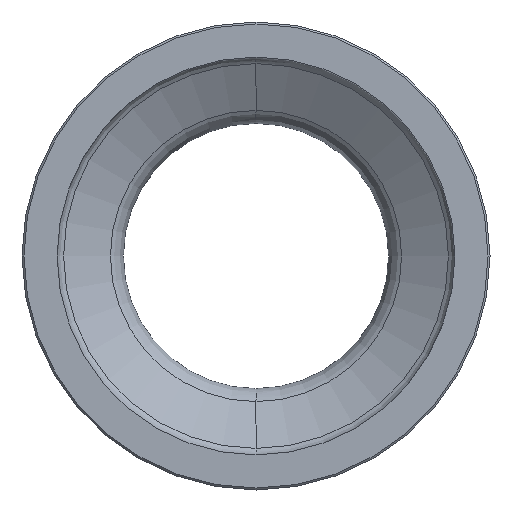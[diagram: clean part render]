
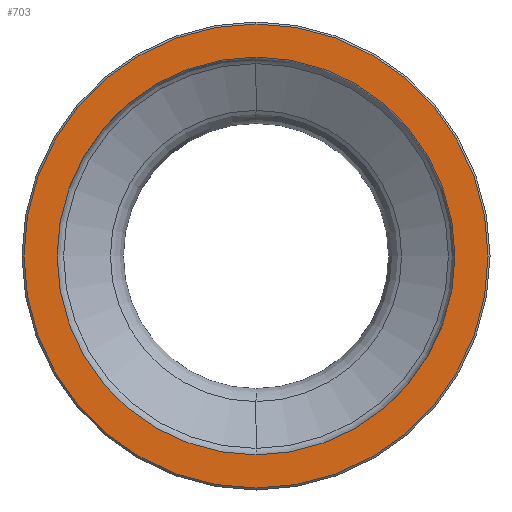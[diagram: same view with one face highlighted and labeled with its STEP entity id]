
A CAD part, left-side view. The second image highlights one B-rep face of the part: STEP entity #703.
In plain terms, the highlighted planar face has unit normal (-1, 0, 0).
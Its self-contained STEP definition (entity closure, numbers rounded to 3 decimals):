
#30 = VERTEX_POINT ( 'NONE', #641 ) ;
#43 = DIRECTION ( 'NONE',  ( -1., 0., 0. ) ) ;
#52 = CARTESIAN_POINT ( 'NONE',  ( -63., 0., 89.25 ) ) ;
#121 = AXIS2_PLACEMENT_3D ( 'NONE', #1516, #1497, #1495 ) ;
#213 = CIRCLE ( 'NONE', #606, 89.25 ) ;
#232 = DIRECTION ( 'NONE',  ( 0., 0., -1. ) ) ;
#240 = DIRECTION ( 'NONE',  ( 1., 0., 0. ) ) ;
#241 = CARTESIAN_POINT ( 'NONE',  ( -63., 0., 0. ) ) ;
#295 = AXIS2_PLACEMENT_3D ( 'NONE', #569, #689, #546 ) ;
#341 = ORIENTED_EDGE ( 'NONE', *, *, #1588, .T. ) ;
#514 = CARTESIAN_POINT ( 'NONE',  ( -63., 0., -89.25 ) ) ;
#526 = AXIS2_PLACEMENT_3D ( 'NONE', #241, #240, #232 ) ;
#532 = ORIENTED_EDGE ( 'NONE', *, *, #1396, .T. ) ;
#538 = CIRCLE ( 'NONE', #121, 76.5 ) ;
#546 = DIRECTION ( 'NONE',  ( 0., 0., 1. ) ) ;
#569 = CARTESIAN_POINT ( 'NONE',  ( -63., 0., 0. ) ) ;
#606 = AXIS2_PLACEMENT_3D ( 'NONE', #861, #43, #766 ) ;
#641 = CARTESIAN_POINT ( 'NONE',  ( -63., 0., 76.5 ) ) ;
#689 = DIRECTION ( 'NONE',  ( -1., 0., 0. ) ) ;
#703 = ADVANCED_FACE ( 'NONE', ( #1278, #1267 ), #1101, .T. ) ;
#715 = AXIS2_PLACEMENT_3D ( 'NONE', #1067, #1110, #1059 ) ;
#727 = CIRCLE ( 'NONE', #295, 89.25 ) ;
#766 = DIRECTION ( 'NONE',  ( 0., 0., 1. ) ) ;
#861 = CARTESIAN_POINT ( 'NONE',  ( -63., 0., 0. ) ) ;
#894 = CARTESIAN_POINT ( 'NONE',  ( -63., 0., -76.5 ) ) ;
#901 = VERTEX_POINT ( 'NONE', #894 ) ;
#976 = EDGE_LOOP ( 'NONE', ( #341, #978 ) ) ;
#978 = ORIENTED_EDGE ( 'NONE', *, *, #1246, .T. ) ;
#1002 = VERTEX_POINT ( 'NONE', #514 ) ;
#1039 = CIRCLE ( 'NONE', #526, 76.5 ) ;
#1059 = DIRECTION ( 'NONE',  ( 0., 0., 1. ) ) ;
#1063 = EDGE_CURVE ( 'NONE', #901, #30, #1039, .T. ) ;
#1067 = CARTESIAN_POINT ( 'NONE',  ( -63., 90., 0. ) ) ;
#1101 = PLANE ( 'NONE',  #715 ) ;
#1110 = DIRECTION ( 'NONE',  ( -1., 0., 0. ) ) ;
#1123 = EDGE_LOOP ( 'NONE', ( #1213, #532 ) ) ;
#1213 = ORIENTED_EDGE ( 'NONE', *, *, #1063, .T. ) ;
#1246 = EDGE_CURVE ( 'NONE', #1559, #1002, #727, .T. ) ;
#1267 = FACE_BOUND ( 'NONE', #1123, .T. ) ;
#1278 = FACE_OUTER_BOUND ( 'NONE', #976, .T. ) ;
#1396 = EDGE_CURVE ( 'NONE', #30, #901, #538, .T. ) ;
#1495 = DIRECTION ( 'NONE',  ( 0., 0., -1. ) ) ;
#1497 = DIRECTION ( 'NONE',  ( 1., 0., 0. ) ) ;
#1516 = CARTESIAN_POINT ( 'NONE',  ( -63., 0., 0. ) ) ;
#1559 = VERTEX_POINT ( 'NONE', #52 ) ;
#1588 = EDGE_CURVE ( 'NONE', #1002, #1559, #213, .T. ) ;
